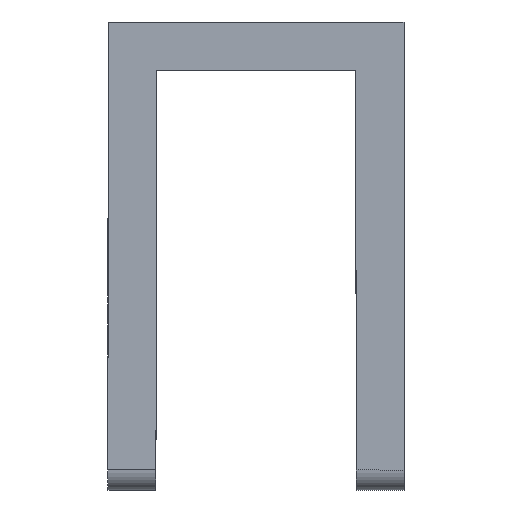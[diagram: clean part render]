
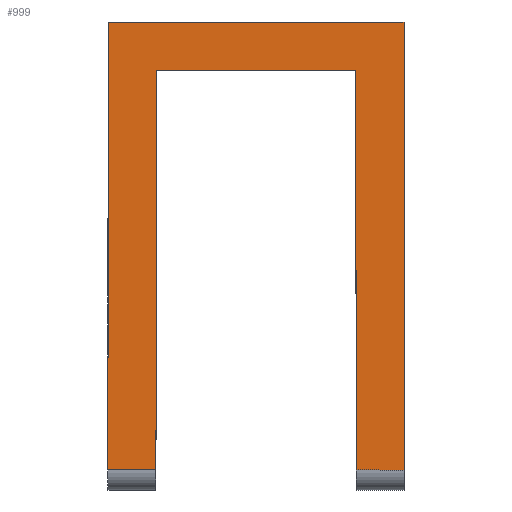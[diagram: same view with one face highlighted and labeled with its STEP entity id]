
A CAD part, front view. The second image highlights one B-rep face of the part: STEP entity #999.
In plain terms, the highlighted planar face has unit normal (0, -1, 0).
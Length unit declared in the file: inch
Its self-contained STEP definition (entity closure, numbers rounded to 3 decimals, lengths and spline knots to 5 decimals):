
#30 = EDGE_CURVE ( 'NONE', #4908, #3552, #3163, .T. ) ;
#60 = ORIENTED_EDGE ( 'NONE', *, *, #3677, .F. ) ;
#168 = VERTEX_POINT ( 'NONE', #2451 ) ;
#212 = DIRECTION ( 'NONE',  ( -1., 0., 0. ) ) ;
#233 = CARTESIAN_POINT ( 'NONE',  ( 0., 0., 0. ) ) ;
#266 = VECTOR ( 'NONE', #1289, 39.37008 ) ;
#267 = AXIS2_PLACEMENT_3D ( 'NONE', #3955, #3798, #3788 ) ;
#303 = CARTESIAN_POINT ( 'NONE',  ( 0.185, 0., -0.5 ) ) ;
#374 = EDGE_LOOP ( 'NONE', ( #2600, #3525, #60, #1538, #2245, #3009, #3683, #4616 ) ) ;
#395 = VECTOR ( 'NONE', #1778, 39.37008 ) ;
#534 = LINE ( 'NONE', #1361, #395 ) ;
#556 = LINE ( 'NONE', #3632, #4646 ) ;
#682 = VECTOR ( 'NONE', #3806, 39.37008 ) ;
#808 = CARTESIAN_POINT ( 'NONE',  ( 0., 0., -0.5 ) ) ;
#999 = ADVANCED_FACE ( 'NONE', ( #4033 ), #3841, .F. ) ;
#1007 = EDGE_CURVE ( 'NONE', #3537, #1543, #2032, .T. ) ;
#1026 = EDGE_CURVE ( 'NONE', #1819, #4287, #556, .T. ) ;
#1029 = VECTOR ( 'NONE', #5050, 39.37008 ) ;
#1289 = DIRECTION ( 'NONE',  ( 0., 0., 1. ) ) ;
#1361 = CARTESIAN_POINT ( 'NONE',  ( 0.185, 0., 0.06 ) ) ;
#1538 = ORIENTED_EDGE ( 'NONE', *, *, #30, .F. ) ;
#1543 = VERTEX_POINT ( 'NONE', #3112 ) ;
#1778 = DIRECTION ( 'NONE',  ( 1., 0., 0. ) ) ;
#1819 = VERTEX_POINT ( 'NONE', #2727 ) ;
#1978 = CARTESIAN_POINT ( 'NONE',  ( -0.125, 0., -0.5 ) ) ;
#2032 = LINE ( 'NONE', #3779, #682 ) ;
#2080 = LINE ( 'NONE', #3703, #266 ) ;
#2136 = VERTEX_POINT ( 'NONE', #1978 ) ;
#2245 = ORIENTED_EDGE ( 'NONE', *, *, #2537, .F. ) ;
#2333 = EDGE_CURVE ( 'NONE', #3537, #2136, #4755, .T. ) ;
#2388 = DIRECTION ( 'NONE',  ( 1., 0., 0. ) ) ;
#2403 = EDGE_CURVE ( 'NONE', #168, #4287, #2457, .T. ) ;
#2451 = CARTESIAN_POINT ( 'NONE',  ( 0.125, 0., -0.5 ) ) ;
#2457 = LINE ( 'NONE', #808, #4412 ) ;
#2537 = EDGE_CURVE ( 'NONE', #168, #4908, #2080, .T. ) ;
#2600 = ORIENTED_EDGE ( 'NONE', *, *, #1007, .F. ) ;
#2642 = EDGE_CURVE ( 'NONE', #1543, #1819, #534, .T. ) ;
#2727 = CARTESIAN_POINT ( 'NONE',  ( 0.185, 0., 0.06 ) ) ;
#3009 = ORIENTED_EDGE ( 'NONE', *, *, #2403, .T. ) ;
#3112 = CARTESIAN_POINT ( 'NONE',  ( -0.185, 0., 0.06 ) ) ;
#3163 = LINE ( 'NONE', #233, #5065 ) ;
#3525 = ORIENTED_EDGE ( 'NONE', *, *, #2333, .T. ) ;
#3537 = VERTEX_POINT ( 'NONE', #3633 ) ;
#3552 = VERTEX_POINT ( 'NONE', #4399 ) ;
#3555 = CARTESIAN_POINT ( 'NONE',  ( 0.125, 0., 0. ) ) ;
#3583 = DIRECTION ( 'NONE',  ( 0., 0., -1. ) ) ;
#3632 = CARTESIAN_POINT ( 'NONE',  ( 0.185, 0., -0.525 ) ) ;
#3633 = CARTESIAN_POINT ( 'NONE',  ( -0.185, 0., -0.5 ) ) ;
#3677 = EDGE_CURVE ( 'NONE', #3552, #2136, #4222, .T. ) ;
#3683 = ORIENTED_EDGE ( 'NONE', *, *, #1026, .F. ) ;
#3703 = CARTESIAN_POINT ( 'NONE',  ( 0.125, 0., 0. ) ) ;
#3768 = VECTOR ( 'NONE', #2388, 39.37008 ) ;
#3779 = CARTESIAN_POINT ( 'NONE',  ( -0.185, 0., 0.06 ) ) ;
#3788 = DIRECTION ( 'NONE',  ( 0., 0., 1. ) ) ;
#3798 = DIRECTION ( 'NONE',  ( 0., 1., 0. ) ) ;
#3806 = DIRECTION ( 'NONE',  ( 0., 0., 1. ) ) ;
#3841 = PLANE ( 'NONE',  #267 ) ;
#3926 = CARTESIAN_POINT ( 'NONE',  ( -0.125, 0., -0.525 ) ) ;
#3955 = CARTESIAN_POINT ( 'NONE',  ( 0., 0., 0. ) ) ;
#4030 = DIRECTION ( 'NONE',  ( 1., 0., 0. ) ) ;
#4033 = FACE_OUTER_BOUND ( 'NONE', #374, .T. ) ;
#4222 = LINE ( 'NONE', #3926, #1029 ) ;
#4287 = VERTEX_POINT ( 'NONE', #303 ) ;
#4347 = CARTESIAN_POINT ( 'NONE',  ( 0., 0., -0.5 ) ) ;
#4399 = CARTESIAN_POINT ( 'NONE',  ( -0.125, 0., 0. ) ) ;
#4412 = VECTOR ( 'NONE', #4030, 39.37008 ) ;
#4616 = ORIENTED_EDGE ( 'NONE', *, *, #2642, .F. ) ;
#4646 = VECTOR ( 'NONE', #3583, 39.37008 ) ;
#4755 = LINE ( 'NONE', #4347, #3768 ) ;
#4908 = VERTEX_POINT ( 'NONE', #3555 ) ;
#5050 = DIRECTION ( 'NONE',  ( 0., 0., -1. ) ) ;
#5065 = VECTOR ( 'NONE', #212, 39.37008 ) ;
